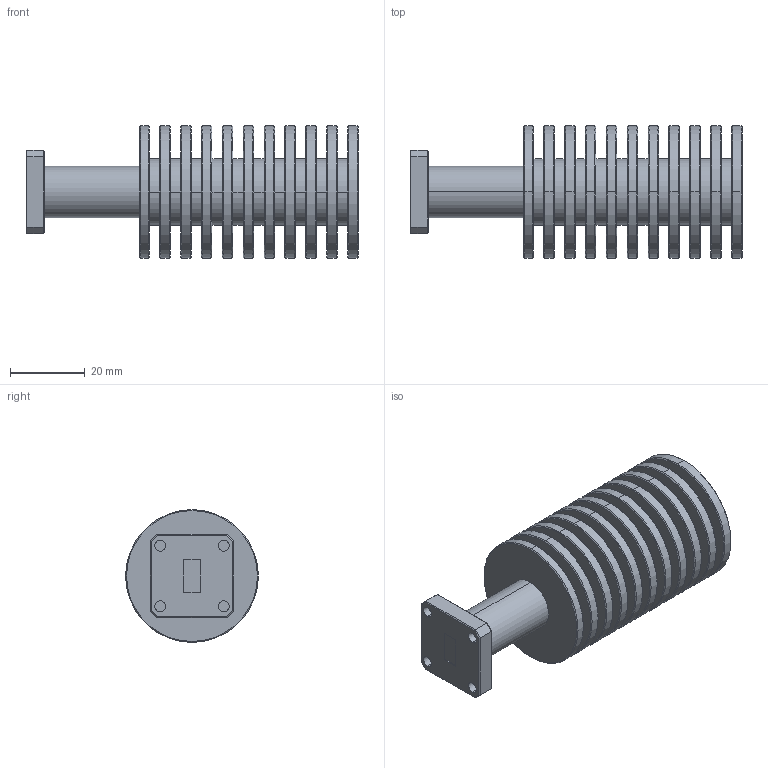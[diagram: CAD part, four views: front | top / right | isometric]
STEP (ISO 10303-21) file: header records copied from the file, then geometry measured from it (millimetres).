
FILE_DESCRIPTION (( 'STEP AP214' ), '1' );
FILE_NAME ('WL-3M.STEP', '2023-01-27T20:08:00', ( '' ), ( '' ), 'SwSTEP 2.0', 'SolidWorks 2021', '' );
FILE_SCHEMA (( 'AUTOMOTIVE_DESIGN' ));
Length unit declared in the file: inch
Products named in the file (1): WL-3M
Bounding box: 88.9 x 35.56 x 35.56 mm (x, y, z)
Volume: 43182.1 mm3; surface area: 23796.8 mm2
Topology: 1 solids, 1 shells, 212 faces, 444 edges, 260 vertices
Faces by surface type: plane 80, cone 74, cylinder 58
Entity records: 8167 total; most frequent: CARTESIAN_POINT 1205, DIRECTION 982, ORIENTED_EDGE 888, EDGE_CURVE 444, AXIS2_PLACEMENT_3D 391, VERTEX_POINT 260, EDGE_LOOP 246, ADVANCED_FACE 212
